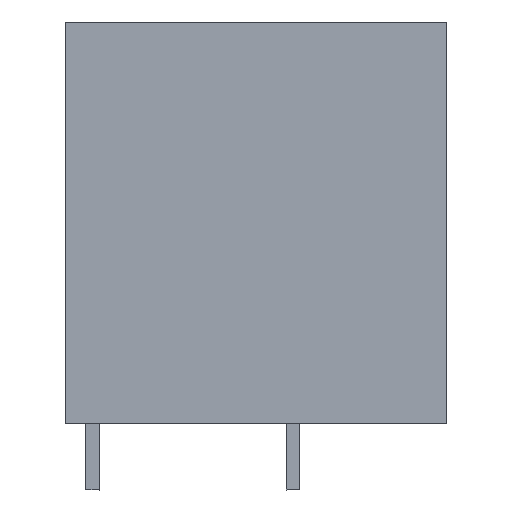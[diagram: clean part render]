
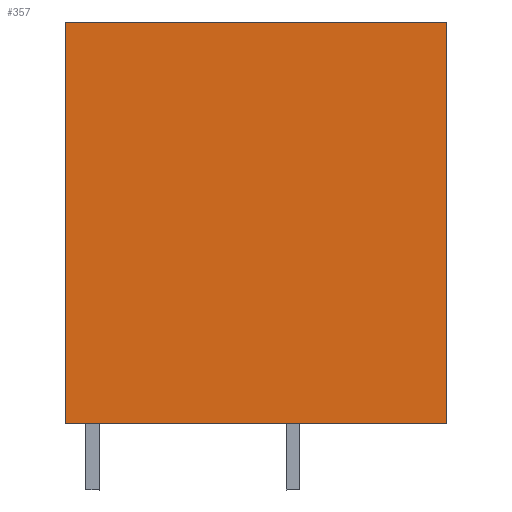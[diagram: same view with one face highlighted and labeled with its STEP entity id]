
A CAD part, left-side view. The second image highlights one B-rep face of the part: STEP entity #357.
In plain terms, the highlighted planar face has unit normal (-1, 0, 0).
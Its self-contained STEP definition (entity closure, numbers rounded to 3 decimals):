
#337=AXIS2_PLACEMENT_3D('Plane Axis2P3D',#334,#335,#336) ;
#49=CARTESIAN_POINT('Vertex',(0.,28.55,35.)) ;
#52=CARTESIAN_POINT('Line Origine',(0.,14.275,35.)) ;
#56=CARTESIAN_POINT('Vertex',(0.,0.,35.)) ;
#318=CARTESIAN_POINT('Vertex',(0.,28.55,5.)) ;
#321=CARTESIAN_POINT('Line Origine',(0.,28.55,20.)) ;
#334=CARTESIAN_POINT('Axis2P3D Location',(0.,28.55,35.)) ;
#339=CARTESIAN_POINT('Line Origine',(0.,14.275,5.)) ;
#343=CARTESIAN_POINT('Vertex',(0.,0.,5.)) ;
#346=CARTESIAN_POINT('Line Origine',(0.,0.,20.)) ;
#53=DIRECTION('Vector Direction',(0.,-1.,0.)) ;
#322=DIRECTION('Vector Direction',(0.,0.,-1.)) ;
#335=DIRECTION('Axis2P3D Direction',(-1.,0.,0.)) ;
#336=DIRECTION('Axis2P3D XDirection',(0.,0.,-1.)) ;
#340=DIRECTION('Vector Direction',(0.,-1.,0.)) ;
#347=DIRECTION('Vector Direction',(0.,0.,-1.)) ;
#54=VECTOR('Line Direction',#53,1.) ;
#323=VECTOR('Line Direction',#322,1.) ;
#341=VECTOR('Line Direction',#340,1.) ;
#348=VECTOR('Line Direction',#347,1.) ;
#352=ORIENTED_EDGE('',*,*,#58,.F.) ;
#353=ORIENTED_EDGE('',*,*,#325,.F.) ;
#354=ORIENTED_EDGE('',*,*,#345,.T.) ;
#355=ORIENTED_EDGE('',*,*,#350,.F.) ;
#357=ADVANCED_FACE('HOUSING',(#356),#338,.T.) ;
#58=EDGE_CURVE('',#50,#57,#55,.T.) ;
#325=EDGE_CURVE('',#319,#50,#324,.F.) ;
#345=EDGE_CURVE('',#319,#344,#342,.T.) ;
#350=EDGE_CURVE('',#57,#344,#349,.T.) ;
#351=EDGE_LOOP('',(#352,#353,#354,#355)) ;
#356=FACE_OUTER_BOUND('',#351,.T.) ;
#55=LINE('Line',#52,#54) ;
#324=LINE('Line',#321,#323) ;
#342=LINE('Line',#339,#341) ;
#349=LINE('Line',#346,#348) ;
#338=PLANE('',#337) ;
#50=VERTEX_POINT('',#49) ;
#57=VERTEX_POINT('',#56) ;
#319=VERTEX_POINT('',#318) ;
#344=VERTEX_POINT('',#343) ;
